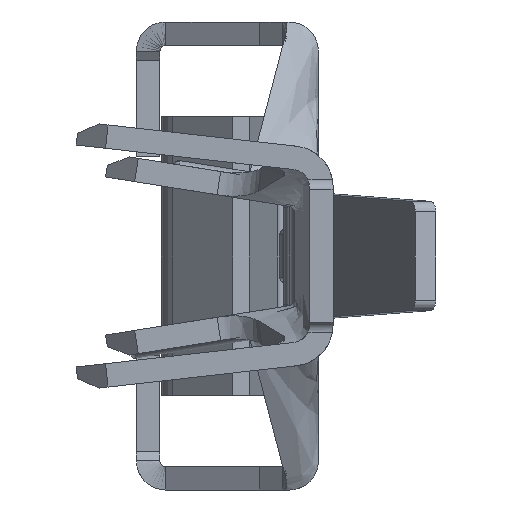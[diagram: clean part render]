
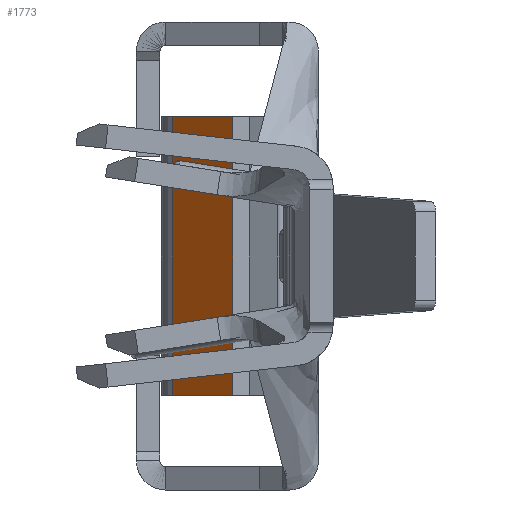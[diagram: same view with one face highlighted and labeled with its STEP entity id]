
A CAD part, left-side view. The second image highlights one B-rep face of the part: STEP entity #1773.
In plain terms, the highlighted planar face has unit normal (-0.707, 0.707, 0).
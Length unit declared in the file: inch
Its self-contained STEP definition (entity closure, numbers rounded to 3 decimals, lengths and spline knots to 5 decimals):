
#197 = DIRECTION ( 'NONE',  ( -0.707, -0.707, 0. ) ) ;
#303 = LINE ( 'NONE', #12532, #11740 ) ;
#481 = ORIENTED_EDGE ( 'NONE', *, *, #4004, .T. ) ;
#590 = VECTOR ( 'NONE', #14155, 39.37008 ) ;
#615 = VECTOR ( 'NONE', #197, 39.37008 ) ;
#1064 = CARTESIAN_POINT ( 'NONE',  ( -0.22989, 0.09938, -0.095 ) ) ;
#1773 = ADVANCED_FACE ( 'NONE', ( #12084 ), #9800, .F. ) ;
#2009 = CARTESIAN_POINT ( 'NONE',  ( -0.271, 0.05827, 0.095 ) ) ;
#2100 = CARTESIAN_POINT ( 'NONE',  ( -0.22989, 0.09938, 0.095 ) ) ;
#2259 = LINE ( 'NONE', #12345, #13229 ) ;
#2328 = ORIENTED_EDGE ( 'NONE', *, *, #3043, .F. ) ;
#3043 = EDGE_CURVE ( 'NONE', #9496, #7876, #9097, .T. ) ;
#3172 = CARTESIAN_POINT ( 'NONE',  ( -0.271, 0.05827, -0.095 ) ) ;
#3973 = LINE ( 'NONE', #7638, #590 ) ;
#4004 = EDGE_CURVE ( 'NONE', #9496, #8076, #3973, .T. ) ;
#4039 = ORIENTED_EDGE ( 'NONE', *, *, #5852, .F. ) ;
#4369 = DIRECTION ( 'NONE',  ( 0.707, 0.707, 0. ) ) ;
#5852 = EDGE_CURVE ( 'NONE', #7876, #12820, #303, .T. ) ;
#6641 = ORIENTED_EDGE ( 'NONE', *, *, #9699, .T. ) ;
#7638 = CARTESIAN_POINT ( 'NONE',  ( -0.22989, 0.09938, 0.095 ) ) ;
#7876 = VERTEX_POINT ( 'NONE', #2009 ) ;
#8046 = CARTESIAN_POINT ( 'NONE',  ( -0.22989, 0.09938, 0.095 ) ) ;
#8076 = VERTEX_POINT ( 'NONE', #1064 ) ;
#8191 = DIRECTION ( 'NONE',  ( 0., 0., -1. ) ) ;
#9097 = LINE ( 'NONE', #8046, #615 ) ;
#9496 = VERTEX_POINT ( 'NONE', #10381 ) ;
#9699 = EDGE_CURVE ( 'NONE', #8076, #12820, #2259, .T. ) ;
#9800 = PLANE ( 'NONE',  #11578 ) ;
#9917 = EDGE_LOOP ( 'NONE', ( #6641, #4039, #2328, #481 ) ) ;
#10381 = CARTESIAN_POINT ( 'NONE',  ( -0.22989, 0.09938, 0.095 ) ) ;
#10921 = DIRECTION ( 'NONE',  ( 0.707, -0.707, 0. ) ) ;
#11578 = AXIS2_PLACEMENT_3D ( 'NONE', #2100, #10921, #4369 ) ;
#11740 = VECTOR ( 'NONE', #8191, 39.37008 ) ;
#12084 = FACE_OUTER_BOUND ( 'NONE', #9917, .T. ) ;
#12345 = CARTESIAN_POINT ( 'NONE',  ( -0.22989, 0.09938, -0.095 ) ) ;
#12532 = CARTESIAN_POINT ( 'NONE',  ( -0.271, 0.05827, 0.095 ) ) ;
#12820 = VERTEX_POINT ( 'NONE', #3172 ) ;
#13229 = VECTOR ( 'NONE', #13418, 39.37008 ) ;
#13418 = DIRECTION ( 'NONE',  ( -0.707, -0.707, 0. ) ) ;
#14155 = DIRECTION ( 'NONE',  ( 0., 0., -1. ) ) ;
